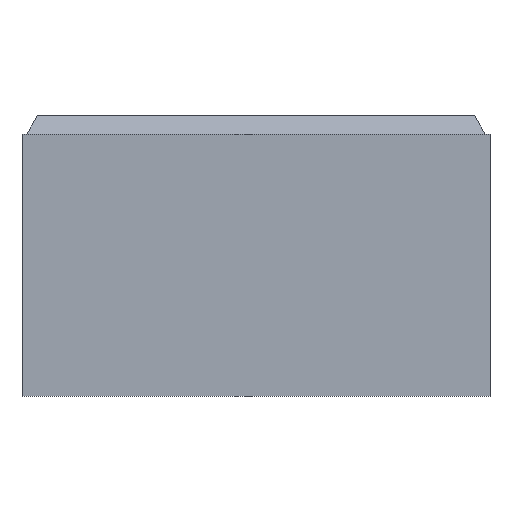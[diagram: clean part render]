
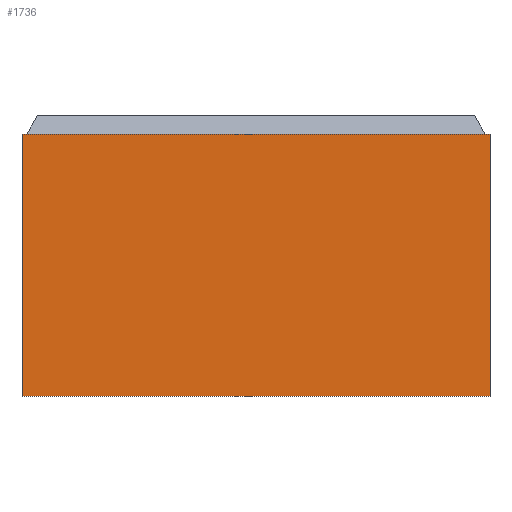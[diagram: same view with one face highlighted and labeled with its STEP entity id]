
A CAD part, front view. The second image highlights one B-rep face of the part: STEP entity #1736.
In plain terms, the highlighted planar face has unit normal (0, -1, 0).
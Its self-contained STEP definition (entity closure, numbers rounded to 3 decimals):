
#190 = PLANE('',#191);
#191 = AXIS2_PLACEMENT_3D('',#192,#193,#194);
#192 = CARTESIAN_POINT('',(254.167,286.33,
    318.248));
#193 = DIRECTION('',(-1.,0.,0.));
#194 = DIRECTION('',(0.,0.,-1.));
#213 = PLANE('',#214);
#214 = AXIS2_PLACEMENT_3D('',#215,#216,#217);
#215 = CARTESIAN_POINT('',(253.397,286.33,
    317.5));
#216 = DIRECTION('',(0.,0.,1.));
#217 = DIRECTION('',(0.,-1.,0.));
#843 = PLANE('',#844);
#844 = AXIS2_PLACEMENT_3D('',#845,#846,#847);
#845 = CARTESIAN_POINT('',(254.667,286.33,
    318.248));
#846 = DIRECTION('',(1.,0.,0.));
#847 = DIRECTION('',(0.,0.,1.));
#1641 = PLANE('',#1642);
#1642 = AXIS2_PLACEMENT_3D('',#1643,#1644,#1645);
#1643 = CARTESIAN_POINT('',(253.397,284.65,
    317.22));
#1644 = DIRECTION('',(0.,0.,-1.));
#1645 = DIRECTION('',(0.,1.,0.));
#1675 = VERTEX_POINT('',#1676);
#1676 = CARTESIAN_POINT('',(254.667,285.39,
    317.22));
#1694 = EDGE_CURVE('',#1675,#1695,#1697,.T.);
#1695 = VERTEX_POINT('',#1696);
#1696 = CARTESIAN_POINT('',(254.167,285.39,
    317.22));
#1697 = SURFACE_CURVE('',#1698,(#1701,#1707),.PCURVE_S1.);
#1698 = B_SPLINE_CURVE_WITH_KNOTS('',1,(#1699,#1700),.UNSPECIFIED.,.F.,
  .F.,(2,2),(-0.5,0.),.PIECEWISE_BEZIER_KNOTS.);
#1699 = CARTESIAN_POINT('',(254.667,285.39,
    317.22));
#1700 = CARTESIAN_POINT('',(254.167,285.39,
    317.22));
#1701 = PCURVE('',#1641,#1702);
#1702 = DEFINITIONAL_REPRESENTATION('',(#1703),#1706);
#1703 = B_SPLINE_CURVE_WITH_KNOTS('',1,(#1704,#1705),.UNSPECIFIED.,.F.,
  .F.,(2,2),(-0.5,0.),.PIECEWISE_BEZIER_KNOTS.);
#1704 = CARTESIAN_POINT('',(0.74,1.27));
#1705 = CARTESIAN_POINT('',(0.74,0.77));
#1706 = ( GEOMETRIC_REPRESENTATION_CONTEXT(2) 
PARAMETRIC_REPRESENTATION_CONTEXT() REPRESENTATION_CONTEXT('2D SPACE',''
  ) );
#1707 = PCURVE('',#1708,#1713);
#1708 = PLANE('',#1709);
#1709 = AXIS2_PLACEMENT_3D('',#1710,#1711,#1712);
#1710 = CARTESIAN_POINT('',(253.397,285.39,
    318.248));
#1711 = DIRECTION('',(0.,-1.,0.));
#1712 = DIRECTION('',(0.,0.,1.));
#1713 = DEFINITIONAL_REPRESENTATION('',(#1714),#1717);
#1714 = B_SPLINE_CURVE_WITH_KNOTS('',1,(#1715,#1716),.UNSPECIFIED.,.F.,
  .F.,(2,2),(-0.5,0.),.PIECEWISE_BEZIER_KNOTS.);
#1715 = CARTESIAN_POINT('',(-1.028,-1.27));
#1716 = CARTESIAN_POINT('',(-1.028,-0.77));
#1717 = ( GEOMETRIC_REPRESENTATION_CONTEXT(2) 
PARAMETRIC_REPRESENTATION_CONTEXT() REPRESENTATION_CONTEXT('2D SPACE',''
  ) );
#1736 = ADVANCED_FACE('',(#1737),#1708,.T.);
#1737 = FACE_BOUND('',#1738,.T.);
#1738 = EDGE_LOOP('',(#1739,#1740,#1760,#1780));
#1739 = ORIENTED_EDGE('',*,*,#1694,.F.);
#1740 = ORIENTED_EDGE('',*,*,#1741,.T.);
#1741 = EDGE_CURVE('',#1675,#1742,#1744,.T.);
#1742 = VERTEX_POINT('',#1743);
#1743 = CARTESIAN_POINT('',(254.667,285.39,
    317.5));
#1744 = SURFACE_CURVE('',#1745,(#1748,#1754),.PCURVE_S1.);
#1745 = B_SPLINE_CURVE_WITH_KNOTS('',1,(#1746,#1747),.UNSPECIFIED.,.F.,
  .F.,(2,2),(-0.28,0.),.PIECEWISE_BEZIER_KNOTS.);
#1746 = CARTESIAN_POINT('',(254.667,285.39,
    317.22));
#1747 = CARTESIAN_POINT('',(254.667,285.39,
    317.5));
#1748 = PCURVE('',#1708,#1749);
#1749 = DEFINITIONAL_REPRESENTATION('',(#1750),#1753);
#1750 = B_SPLINE_CURVE_WITH_KNOTS('',1,(#1751,#1752),.UNSPECIFIED.,.F.,
  .F.,(2,2),(-0.28,0.),.PIECEWISE_BEZIER_KNOTS.);
#1751 = CARTESIAN_POINT('',(-1.028,-1.27));
#1752 = CARTESIAN_POINT('',(-0.748,-1.27));
#1753 = ( GEOMETRIC_REPRESENTATION_CONTEXT(2) 
PARAMETRIC_REPRESENTATION_CONTEXT() REPRESENTATION_CONTEXT('2D SPACE',''
  ) );
#1754 = PCURVE('',#843,#1755);
#1755 = DEFINITIONAL_REPRESENTATION('',(#1756),#1759);
#1756 = B_SPLINE_CURVE_WITH_KNOTS('',1,(#1757,#1758),.UNSPECIFIED.,.F.,
  .F.,(2,2),(-0.28,0.),.PIECEWISE_BEZIER_KNOTS.);
#1757 = CARTESIAN_POINT('',(-1.028,0.94));
#1758 = CARTESIAN_POINT('',(-0.748,0.94));
#1759 = ( GEOMETRIC_REPRESENTATION_CONTEXT(2) 
PARAMETRIC_REPRESENTATION_CONTEXT() REPRESENTATION_CONTEXT('2D SPACE',''
  ) );
#1760 = ORIENTED_EDGE('',*,*,#1761,.T.);
#1761 = EDGE_CURVE('',#1742,#1762,#1764,.T.);
#1762 = VERTEX_POINT('',#1763);
#1763 = CARTESIAN_POINT('',(254.167,285.39,
    317.5));
#1764 = SURFACE_CURVE('',#1765,(#1768,#1774),.PCURVE_S1.);
#1765 = B_SPLINE_CURVE_WITH_KNOTS('',1,(#1766,#1767),.UNSPECIFIED.,.F.,
  .F.,(2,2),(-0.5,0.),.PIECEWISE_BEZIER_KNOTS.);
#1766 = CARTESIAN_POINT('',(254.667,285.39,
    317.5));
#1767 = CARTESIAN_POINT('',(254.167,285.39,
    317.5));
#1768 = PCURVE('',#1708,#1769);
#1769 = DEFINITIONAL_REPRESENTATION('',(#1770),#1773);
#1770 = B_SPLINE_CURVE_WITH_KNOTS('',1,(#1771,#1772),.UNSPECIFIED.,.F.,
  .F.,(2,2),(-0.5,0.),.PIECEWISE_BEZIER_KNOTS.);
#1771 = CARTESIAN_POINT('',(-0.748,-1.27));
#1772 = CARTESIAN_POINT('',(-0.748,-0.77));
#1773 = ( GEOMETRIC_REPRESENTATION_CONTEXT(2) 
PARAMETRIC_REPRESENTATION_CONTEXT() REPRESENTATION_CONTEXT('2D SPACE',''
  ) );
#1774 = PCURVE('',#213,#1775);
#1775 = DEFINITIONAL_REPRESENTATION('',(#1776),#1779);
#1776 = B_SPLINE_CURVE_WITH_KNOTS('',1,(#1777,#1778),.UNSPECIFIED.,.F.,
  .F.,(2,2),(-0.5,0.),.PIECEWISE_BEZIER_KNOTS.);
#1777 = CARTESIAN_POINT('',(0.94,1.27));
#1778 = CARTESIAN_POINT('',(0.94,0.77));
#1779 = ( GEOMETRIC_REPRESENTATION_CONTEXT(2) 
PARAMETRIC_REPRESENTATION_CONTEXT() REPRESENTATION_CONTEXT('2D SPACE',''
  ) );
#1780 = ORIENTED_EDGE('',*,*,#1781,.T.);
#1781 = EDGE_CURVE('',#1762,#1695,#1782,.T.);
#1782 = SURFACE_CURVE('',#1783,(#1786,#1792),.PCURVE_S1.);
#1783 = B_SPLINE_CURVE_WITH_KNOTS('',1,(#1784,#1785),.UNSPECIFIED.,.F.,
  .F.,(2,2),(0.,0.28),.PIECEWISE_BEZIER_KNOTS.);
#1784 = CARTESIAN_POINT('',(254.167,285.39,
    317.5));
#1785 = CARTESIAN_POINT('',(254.167,285.39,
    317.22));
#1786 = PCURVE('',#1708,#1787);
#1787 = DEFINITIONAL_REPRESENTATION('',(#1788),#1791);
#1788 = B_SPLINE_CURVE_WITH_KNOTS('',1,(#1789,#1790),.UNSPECIFIED.,.F.,
  .F.,(2,2),(0.,0.28),.PIECEWISE_BEZIER_KNOTS.);
#1789 = CARTESIAN_POINT('',(-0.748,-0.77));
#1790 = CARTESIAN_POINT('',(-1.028,-0.77));
#1791 = ( GEOMETRIC_REPRESENTATION_CONTEXT(2) 
PARAMETRIC_REPRESENTATION_CONTEXT() REPRESENTATION_CONTEXT('2D SPACE',''
  ) );
#1792 = PCURVE('',#190,#1793);
#1793 = DEFINITIONAL_REPRESENTATION('',(#1794),#1797);
#1794 = B_SPLINE_CURVE_WITH_KNOTS('',1,(#1795,#1796),.UNSPECIFIED.,.F.,
  .F.,(2,2),(0.,0.28),.PIECEWISE_BEZIER_KNOTS.);
#1795 = CARTESIAN_POINT('',(0.748,0.94));
#1796 = CARTESIAN_POINT('',(1.028,0.94));
#1797 = ( GEOMETRIC_REPRESENTATION_CONTEXT(2) 
PARAMETRIC_REPRESENTATION_CONTEXT() REPRESENTATION_CONTEXT('2D SPACE',''
  ) );
